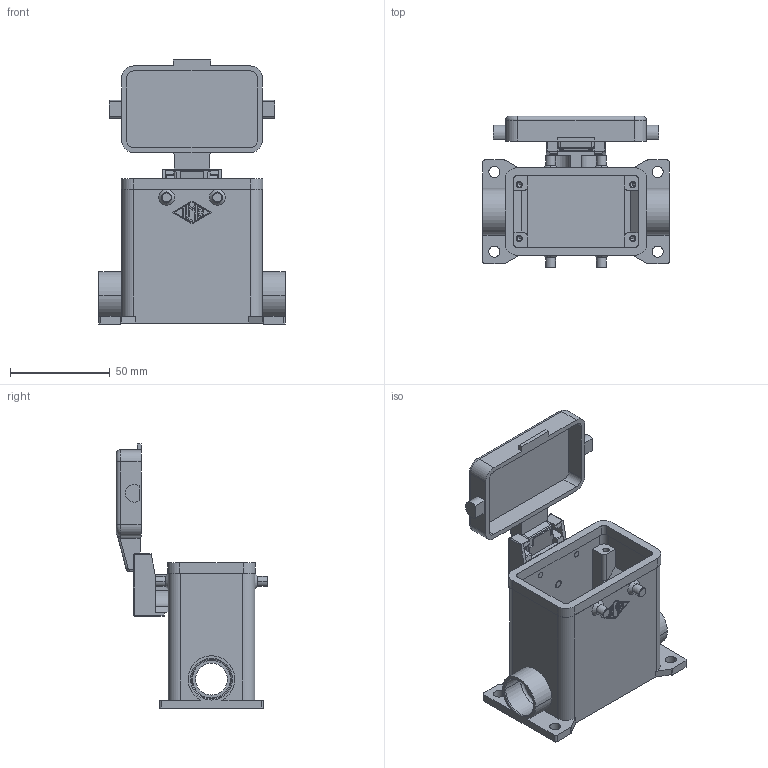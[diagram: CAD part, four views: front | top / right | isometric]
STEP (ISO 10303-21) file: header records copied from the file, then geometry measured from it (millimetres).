
FILE_DESCRIPTION(('CoCreate Modeling STEP Export'),'2;1');
FILE_NAME('MHP 10 CS220.stp','2009-06-05T11:17:52',(''),(''),'CoCreate Modeling STEP processor for AP214 (Solid Model)','CoCreate Modeling 16.00A 16-Aug-2008 (C) Parametric Technology GmbH','');
FILE_SCHEMA(('AUTOMOTIVE_DESIGN { 1 0 10303 214 1 1 1 1 }'));
Length unit declared in the file: millimetre
Products named in the file (4): MSBO8217_Body_1; MSBO8217.1; MSBO8217_Asm_1; Assembly-1
Assembly tree (3 placements, depth 3):
  Assembly-1
    MSBO8217_Asm_1
      MSBO8217.1
      MSBO8217_Body_1
Bounding box: 93.5 x 76 x 132.5 mm (x, y, z)
Volume: 112365.4 mm3; surface area: 58370.3 mm2
Topology: 2 solids, 3 shells, 431 faces, 1130 edges, 722 vertices
Faces by surface type: plane 202, cylinder 173, cone 26, torus 24, bspline 4, sphere 2
Entity records: 16067 total; most frequent: CARTESIAN_POINT 2336, ORIENTED_EDGE 2236, DIRECTION 2016, EDGE_CURVE 1118, VERTEX_POINT 722, VECTOR 684, LINE 684, AXIS2_PLACEMENT_3D 666
